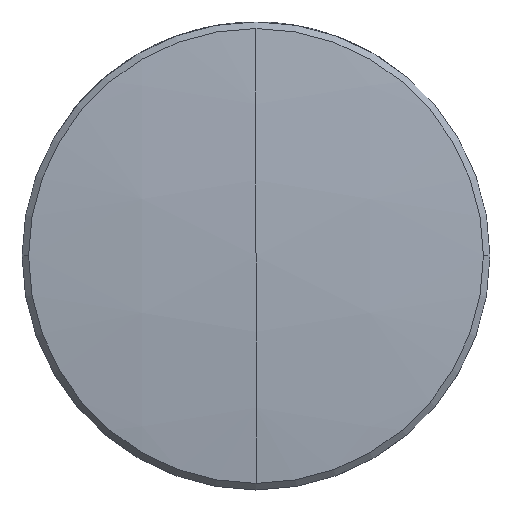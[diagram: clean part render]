
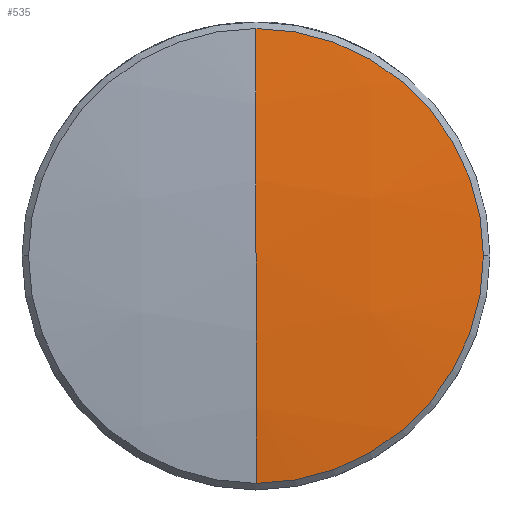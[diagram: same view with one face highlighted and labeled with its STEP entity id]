
A CAD part, top view. The second image highlights one B-rep face of the part: STEP entity #535.
In plain terms, the highlighted spherical face has radius 51.5 mm.
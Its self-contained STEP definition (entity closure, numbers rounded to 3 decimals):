
#79 = EDGE_CURVE ( 'NONE', #1647, #1830, #1323, .T. ) ;
#96 = DIRECTION ( 'NONE',  ( 1., 0., 0. ) ) ;
#138 = DIRECTION ( 'NONE',  ( -1., 0., 0. ) ) ;
#196 = DIRECTION ( 'NONE',  ( 1., 0., 0. ) ) ;
#217 = VERTEX_POINT ( 'NONE', #2399 ) ;
#267 = CIRCLE ( 'NONE', #402, 51.5 ) ;
#324 = VERTEX_POINT ( 'NONE', #435 ) ;
#340 = DIRECTION ( 'NONE',  ( 1., 0., 0. ) ) ;
#343 = CARTESIAN_POINT ( 'NONE',  ( 0., 0., -50.405 ) ) ;
#351 = DIRECTION ( 'NONE',  ( 0., -1., 0. ) ) ;
#369 = EDGE_LOOP ( 'NONE', ( #1617, #2286, #1826, #1330 ) ) ;
#402 = AXIS2_PLACEMENT_3D ( 'NONE', #1969, #196, #2171 ) ;
#435 = CARTESIAN_POINT ( 'NONE',  ( 0., 6.173, 0.724 ) ) ;
#535 = ADVANCED_FACE ( 'NONE', ( #1245 ), #633, .T. ) ;
#620 = AXIS2_PLACEMENT_3D ( 'NONE', #343, #138, #351 ) ;
#633 = SPHERICAL_SURFACE ( 'NONE', #749, 51.5 ) ;
#749 = AXIS2_PLACEMENT_3D ( 'NONE', #2311, #340, #1139 ) ;
#807 = EDGE_CURVE ( 'NONE', #1647, #217, #2175, .T. ) ;
#1139 = DIRECTION ( 'NONE',  ( 0., -1., 0. ) ) ;
#1245 = FACE_OUTER_BOUND ( 'NONE', #369, .T. ) ;
#1257 = DIRECTION ( 'NONE',  ( 1., 0., 0. ) ) ;
#1271 = CARTESIAN_POINT ( 'NONE',  ( 0., 0., 0.724 ) ) ;
#1284 = AXIS2_PLACEMENT_3D ( 'NONE', #1297, #1677, #96 ) ;
#1297 = CARTESIAN_POINT ( 'NONE',  ( 0., 0., 0.724 ) ) ;
#1310 = EDGE_CURVE ( 'NONE', #1830, #324, #2239, .T. ) ;
#1323 = CIRCLE ( 'NONE', #1284, 6.173 ) ;
#1330 = ORIENTED_EDGE ( 'NONE', *, *, #807, .F. ) ;
#1454 = CARTESIAN_POINT ( 'NONE',  ( 0., -6.173, 0.724 ) ) ;
#1617 = ORIENTED_EDGE ( 'NONE', *, *, #79, .T. ) ;
#1647 = VERTEX_POINT ( 'NONE', #1454 ) ;
#1677 = DIRECTION ( 'NONE',  ( 0., 0., 1. ) ) ;
#1718 = EDGE_CURVE ( 'NONE', #324, #217, #267, .T. ) ;
#1826 = ORIENTED_EDGE ( 'NONE', *, *, #1718, .T. ) ;
#1830 = VERTEX_POINT ( 'NONE', #2405 ) ;
#1969 = CARTESIAN_POINT ( 'NONE',  ( 0., 0., -50.405 ) ) ;
#2171 = DIRECTION ( 'NONE',  ( 0., 1., 0. ) ) ;
#2175 = CIRCLE ( 'NONE', #620, 51.5 ) ;
#2216 = AXIS2_PLACEMENT_3D ( 'NONE', #1271, #2456, #1257 ) ;
#2239 = CIRCLE ( 'NONE', #2216, 6.173 ) ;
#2286 = ORIENTED_EDGE ( 'NONE', *, *, #1310, .T. ) ;
#2311 = CARTESIAN_POINT ( 'NONE',  ( 0., 0., -50.405 ) ) ;
#2399 = CARTESIAN_POINT ( 'NONE',  ( 0., 0., 1.095 ) ) ;
#2405 = CARTESIAN_POINT ( 'NONE',  ( 6.173, 0., 0.724 ) ) ;
#2456 = DIRECTION ( 'NONE',  ( 0., 0., 1. ) ) ;
